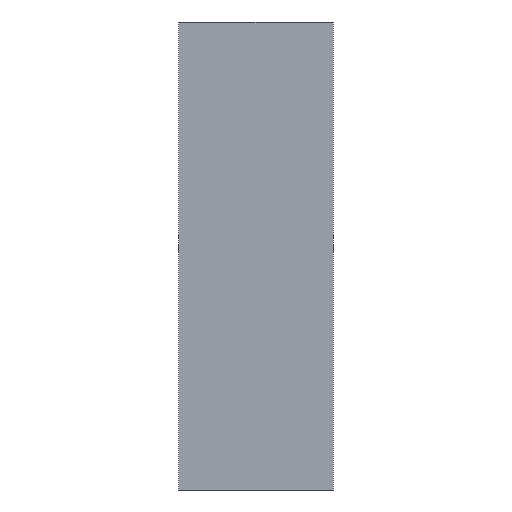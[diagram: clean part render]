
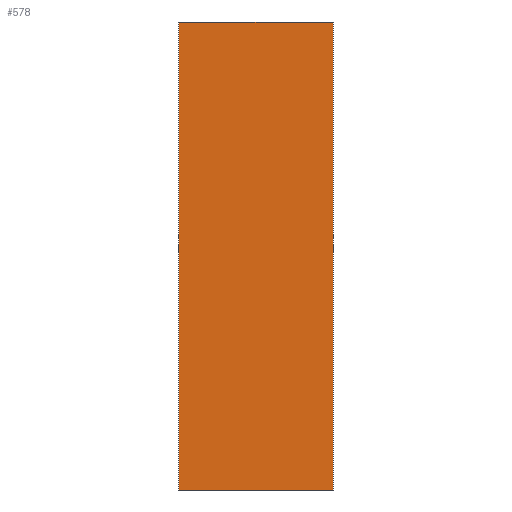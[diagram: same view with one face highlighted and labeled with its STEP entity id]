
A CAD part, front view. The second image highlights one B-rep face of the part: STEP entity #578.
In plain terms, the highlighted planar face has unit normal (0, -1, 0).
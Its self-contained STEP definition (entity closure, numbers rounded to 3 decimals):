
#8 = CARTESIAN_POINT ( 'NONE',  ( -165., -10., 500. ) ) ;
#10 = CARTESIAN_POINT ( 'NONE',  ( -165., -10., 500. ) ) ;
#25 = VECTOR ( 'NONE', #622, 1000. ) ;
#67 = EDGE_CURVE ( 'NONE', #682, #236, #719, .T. ) ;
#86 = EDGE_LOOP ( 'NONE', ( #723, #832, #697, #921 ) ) ;
#143 = VECTOR ( 'NONE', #182, 1000. ) ;
#169 = DIRECTION ( 'NONE',  ( 1., 0., 0. ) ) ;
#176 = VERTEX_POINT ( 'NONE', #420 ) ;
#182 = DIRECTION ( 'NONE',  ( 0., 0., -1. ) ) ;
#236 = VERTEX_POINT ( 'NONE', #527 ) ;
#271 = LINE ( 'NONE', #10, #25 ) ;
#397 = DIRECTION ( 'NONE',  ( 1., 0., 0. ) ) ;
#420 = CARTESIAN_POINT ( 'NONE',  ( -165., -10., 500. ) ) ;
#433 = VECTOR ( 'NONE', #169, 1000. ) ;
#506 = EDGE_CURVE ( 'NONE', #993, #236, #1069, .T. ) ;
#512 = EDGE_CURVE ( 'NONE', #176, #682, #271, .T. ) ;
#527 = CARTESIAN_POINT ( 'NONE',  ( 165., -10., -500. ) ) ;
#578 = ADVANCED_FACE ( 'NONE', ( #977 ), #605, .F. ) ;
#605 = PLANE ( 'NONE',  #648 ) ;
#622 = DIRECTION ( 'NONE',  ( 0., 0., -1. ) ) ;
#648 = AXIS2_PLACEMENT_3D ( 'NONE', #768, #1034, #852 ) ;
#682 = VERTEX_POINT ( 'NONE', #1068 ) ;
#697 = ORIENTED_EDGE ( 'NONE', *, *, #702, .F. ) ;
#702 = EDGE_CURVE ( 'NONE', #176, #993, #919, .T. ) ;
#719 = LINE ( 'NONE', #739, #962 ) ;
#723 = ORIENTED_EDGE ( 'NONE', *, *, #67, .T. ) ;
#739 = CARTESIAN_POINT ( 'NONE',  ( -165., -10., -500. ) ) ;
#768 = CARTESIAN_POINT ( 'NONE',  ( -165., -10., 500. ) ) ;
#832 = ORIENTED_EDGE ( 'NONE', *, *, #506, .F. ) ;
#852 = DIRECTION ( 'NONE',  ( 0., 0., 1. ) ) ;
#907 = CARTESIAN_POINT ( 'NONE',  ( 165., -10., 500. ) ) ;
#919 = LINE ( 'NONE', #8, #433 ) ;
#921 = ORIENTED_EDGE ( 'NONE', *, *, #512, .T. ) ;
#962 = VECTOR ( 'NONE', #397, 1000. ) ;
#977 = FACE_OUTER_BOUND ( 'NONE', #86, .T. ) ;
#993 = VERTEX_POINT ( 'NONE', #907 ) ;
#1034 = DIRECTION ( 'NONE',  ( 0., 1., 0. ) ) ;
#1067 = CARTESIAN_POINT ( 'NONE',  ( 165., -10., 500. ) ) ;
#1068 = CARTESIAN_POINT ( 'NONE',  ( -165., -10., -500. ) ) ;
#1069 = LINE ( 'NONE', #1067, #143 ) ;
